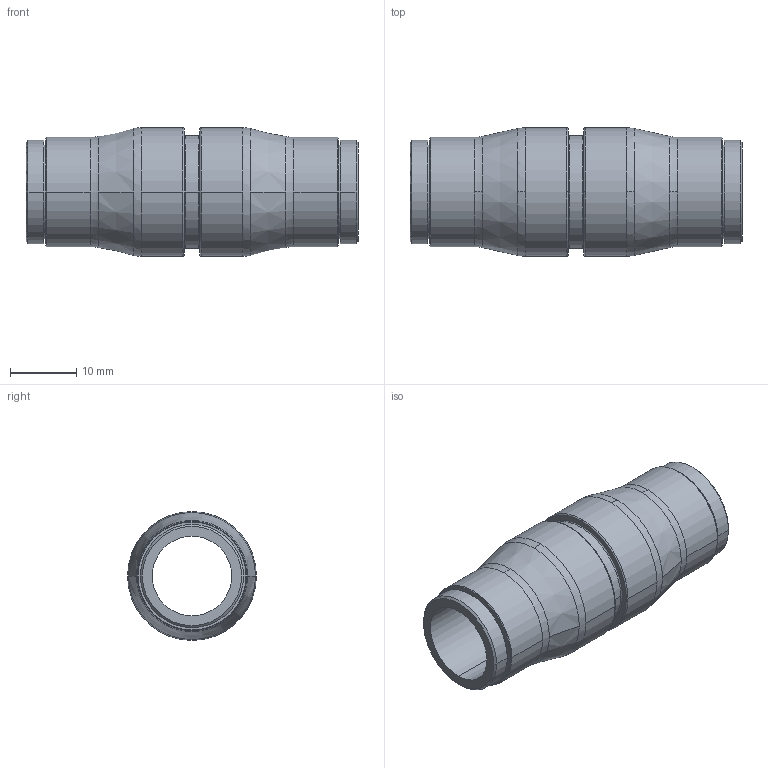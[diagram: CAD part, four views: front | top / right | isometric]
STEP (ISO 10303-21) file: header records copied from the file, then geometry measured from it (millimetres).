
FILE_DESCRIPTION(('STEP AP214'),'1');
FILE_NAME('3606_12_00.stp','2020-01-16T11:06:03',('TraceParts'),('TraceParts S.A.'),'Spatial InterOp 3D',' ',' ');
FILE_SCHEMA(('AUTOMOTIVE_DESIGN { 1 0 10303 214 1 1 1 1 }'));
Length unit declared in the file: millimetre
Products named in the file (1): 3606_12_00
Bounding box: 50 x 19.4 x 19.4 mm (x, y, z)
Volume: 6539.6 mm3; surface area: 5076.2 mm2
Topology: 1 solids, 1 shells, 60 faces, 154 edges, 102 vertices
Faces by surface type: cylinder 20, torus 20, cone 12, plane 8
Entity records: 1923 total; most frequent: DIRECTION 398, CARTESIAN_POINT 317, ORIENTED_EDGE 308, AXIS2_PLACEMENT_3D 183, EDGE_CURVE 154, CIRCLE 122, VERTEX_POINT 102, EDGE_LOOP 68
